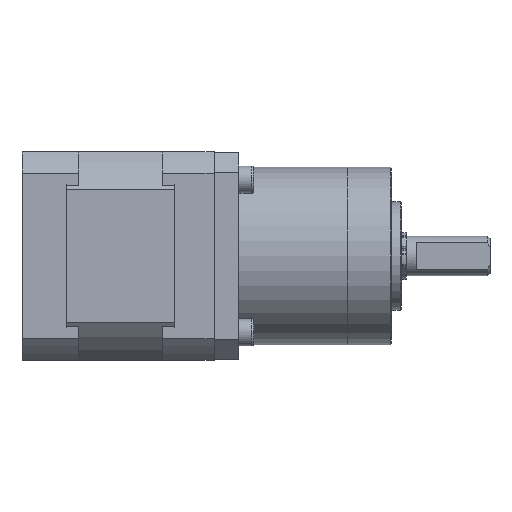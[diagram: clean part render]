
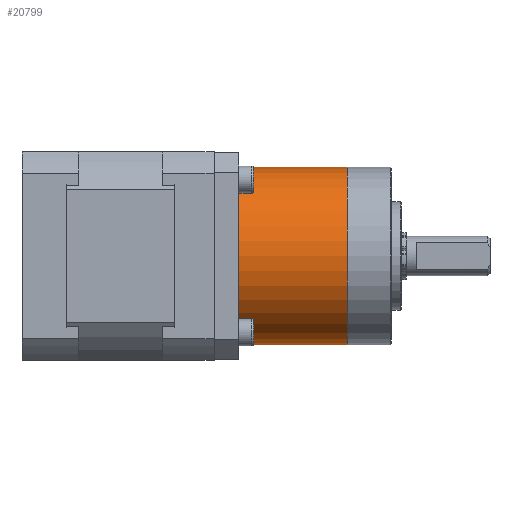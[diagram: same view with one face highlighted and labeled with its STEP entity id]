
A CAD part, left-side view. The second image highlights one B-rep face of the part: STEP entity #20799.
In plain terms, the highlighted cylindrical face has radius 18 mm (diameter 36 mm), a partial arc.
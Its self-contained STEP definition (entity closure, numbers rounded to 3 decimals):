
#1606 = CARTESIAN_POINT ( 'NONE',  ( 0., 0., 22. ) ) ;
#2311 = LINE ( 'NONE', #6143, #14534 ) ;
#2648 = EDGE_CURVE ( 'NONE', #14737, #18116, #17841, .T. ) ;
#4194 = CARTESIAN_POINT ( 'NONE',  ( -18., 0., 22. ) ) ;
#4716 = ORIENTED_EDGE ( 'NONE', *, *, #9914, .F. ) ;
#5978 = VERTEX_POINT ( 'NONE', #10440 ) ;
#6143 = CARTESIAN_POINT ( 'NONE',  ( 18., 0., 22. ) ) ;
#6176 = DIRECTION ( 'NONE',  ( 0., 0., -1. ) ) ;
#7837 = ORIENTED_EDGE ( 'NONE', *, *, #8295, .T. ) ;
#8295 = EDGE_CURVE ( 'NONE', #16538, #14737, #2311, .T. ) ;
#8297 = DIRECTION ( 'NONE',  ( 0., 0., -1. ) ) ;
#9058 = CARTESIAN_POINT ( 'NONE',  ( 18., 0., 22. ) ) ;
#9287 = CIRCLE ( 'NONE', #11727, 18. ) ;
#9914 = EDGE_CURVE ( 'NONE', #5978, #18116, #20697, .T. ) ;
#9993 = DIRECTION ( 'NONE',  ( 0., 0., -1. ) ) ;
#10115 = ORIENTED_EDGE ( 'NONE', *, *, #2648, .T. ) ;
#10440 = CARTESIAN_POINT ( 'NONE',  ( -18., 0., 22. ) ) ;
#10904 = VECTOR ( 'NONE', #8297, 1000. ) ;
#11458 = EDGE_LOOP ( 'NONE', ( #13097, #7837, #10115, #4716 ) ) ;
#11474 = DIRECTION ( 'NONE',  ( 0., 0., 1. ) ) ;
#11727 = AXIS2_PLACEMENT_3D ( 'NONE', #1606, #11474, #13518 ) ;
#11839 = CARTESIAN_POINT ( 'NONE',  ( 0., 0., 22. ) ) ;
#12218 = CYLINDRICAL_SURFACE ( 'NONE', #22885, 18. ) ;
#13097 = ORIENTED_EDGE ( 'NONE', *, *, #23195, .F. ) ;
#13518 = DIRECTION ( 'NONE',  ( 1., 0., 0. ) ) ;
#14534 = VECTOR ( 'NONE', #9993, 1000. ) ;
#14737 = VERTEX_POINT ( 'NONE', #22393 ) ;
#15196 = DIRECTION ( 'NONE',  ( 1., 0., 0. ) ) ;
#16538 = VERTEX_POINT ( 'NONE', #9058 ) ;
#17123 = CARTESIAN_POINT ( 'NONE',  ( 0., 0., 0. ) ) ;
#17841 = CIRCLE ( 'NONE', #23147, 18. ) ;
#18116 = VERTEX_POINT ( 'NONE', #21113 ) ;
#19520 = DIRECTION ( 'NONE',  ( -1., 0., 0. ) ) ;
#20697 = LINE ( 'NONE', #4194, #10904 ) ;
#20799 = ADVANCED_FACE ( 'NONE', ( #23753 ), #12218, .T. ) ;
#21113 = CARTESIAN_POINT ( 'NONE',  ( -18., 0., 0. ) ) ;
#22393 = CARTESIAN_POINT ( 'NONE',  ( 18., 0., 0. ) ) ;
#22885 = AXIS2_PLACEMENT_3D ( 'NONE', #11839, #6176, #19520 ) ;
#23147 = AXIS2_PLACEMENT_3D ( 'NONE', #17123, #25051, #15196 ) ;
#23195 = EDGE_CURVE ( 'NONE', #16538, #5978, #9287, .T. ) ;
#23753 = FACE_OUTER_BOUND ( 'NONE', #11458, .T. ) ;
#25051 = DIRECTION ( 'NONE',  ( 0., 0., 1. ) ) ;
